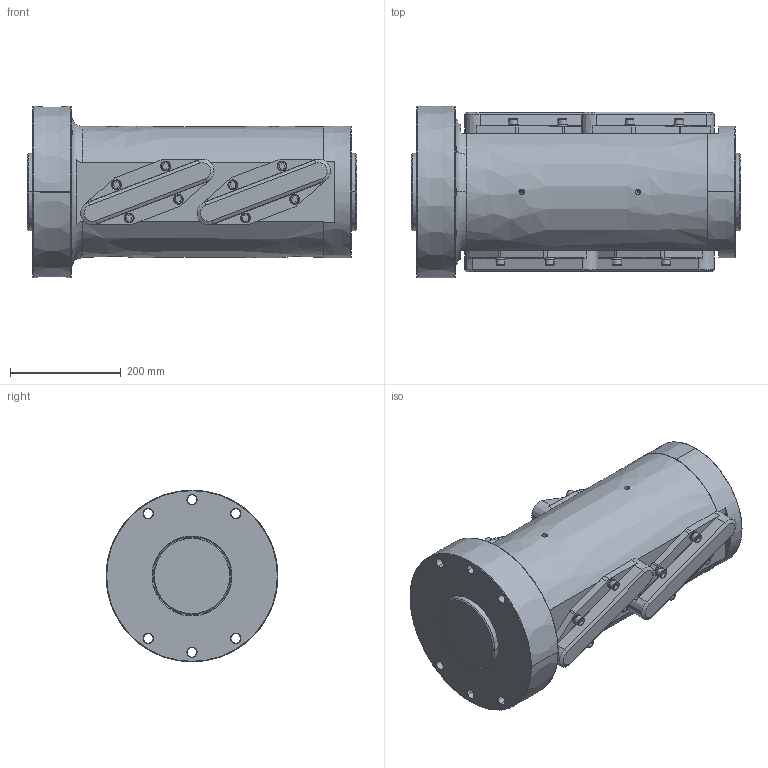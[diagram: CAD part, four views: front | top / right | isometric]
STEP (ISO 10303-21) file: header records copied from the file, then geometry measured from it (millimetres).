
FILE_DESCRIPTION((''),'2;1');
FILE_NAME('HSP14070F2C_ASM','2023-11-15T08:54:13',('10033988'),(''),'CREO PARAMETRIC BY PTC INC, 2019080','CREO PARAMETRIC BY PTC INC, 2019080','');
FILE_SCHEMA(('CONFIG_CONTROL_DESIGN'));
Length unit declared in the file: millimetre
Products named in the file (9): NUT_PBSK14070_1; ST_PBSK14070_1; LOCKER_PBSK14070_1; M10_30_1; DQ_M10_1; LD_M10_ASM_1_ASM; LOCKERS_PBSK14070_ASM_1_ASM; 0-PBSK14070_ASM_1_ASM; HSP14070F2C_ASM
Assembly tree (14 placements, depth 5):
  HSP14070F2C_ASM
    0-PBSK14070_ASM_1_ASM
      NUT_PBSK14070_1
      ST_PBSK14070_1
      LOCKERS_PBSK14070_ASM_1_ASM  x4
        LOCKER_PBSK14070_1
        LD_M10_ASM_1_ASM
          M10_30_1
          DQ_M10_1
Bounding box: 595 x 310 x 310 mm (x, y, z)
Surface area: 1400224.2 mm2 (no closed solid volume)
Topology: 0 solids, 0 shells, 763 faces, 4374 edges, 4340 vertices
Faces by surface type: bspline 745, torus 18
Entity records: 27710 total; most frequent: CARTESIAN_POINT 15663, DIRECTION 2054, TRIMMED_CURVE 1616, DEFINITIONAL_REPRESENTATION 1280, PCURVE 1280, COMPOSITE_CURVE_SEGMENT 1280, VECTOR 1262, LINE 1262
